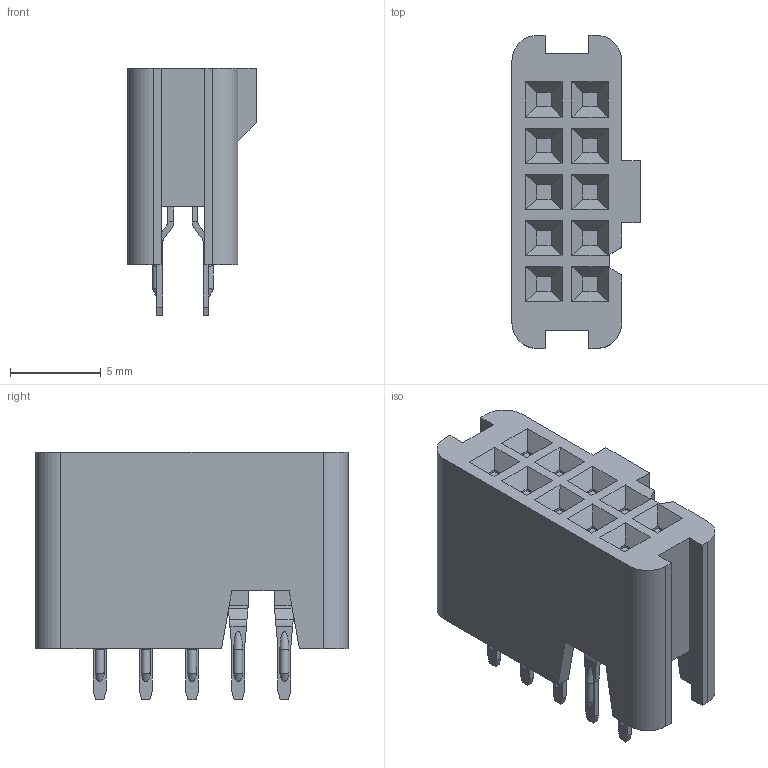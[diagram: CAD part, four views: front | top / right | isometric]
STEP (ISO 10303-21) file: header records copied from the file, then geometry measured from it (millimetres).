
FILE_DESCRIPTION(/* description */ (''),/* implementation_level */ '2;1');
FILE_NAME(/* name */ '8510-4500PL-01_step.stp',/* time_stamp */ '2008-10-22T08:22:40-05:00',/* author */ (''),/* organization */ (''),/* preprocessor_version */ 'ST-DEVELOPER v11',/* originating_system */ 'UGS - NX 5.0',/* authorisation */ '');
FILE_SCHEMA (('CONFIG_CONTROL_DESIGN'));
Length unit declared in the file: millimetre
Products named in the file (1): 78-5110-5232-2
Bounding box: 7.05 x 17.22 x 13.6 mm (x, y, z)
Volume: 813.3 mm3; surface area: 1026.9 mm2
Topology: 1 solids, 1 shells, 505 faces, 1378 edges, 925 vertices
Faces by surface type: plane 397, cylinder 108
Entity records: 16047 total; most frequent: CARTESIAN_POINT 3772, ORIENTED_EDGE 2756, DIRECTION 2185, EDGE_CURVE 1378, LINE 1141, VECTOR 1141, VERTEX_POINT 925, EDGE_LOOP 555
